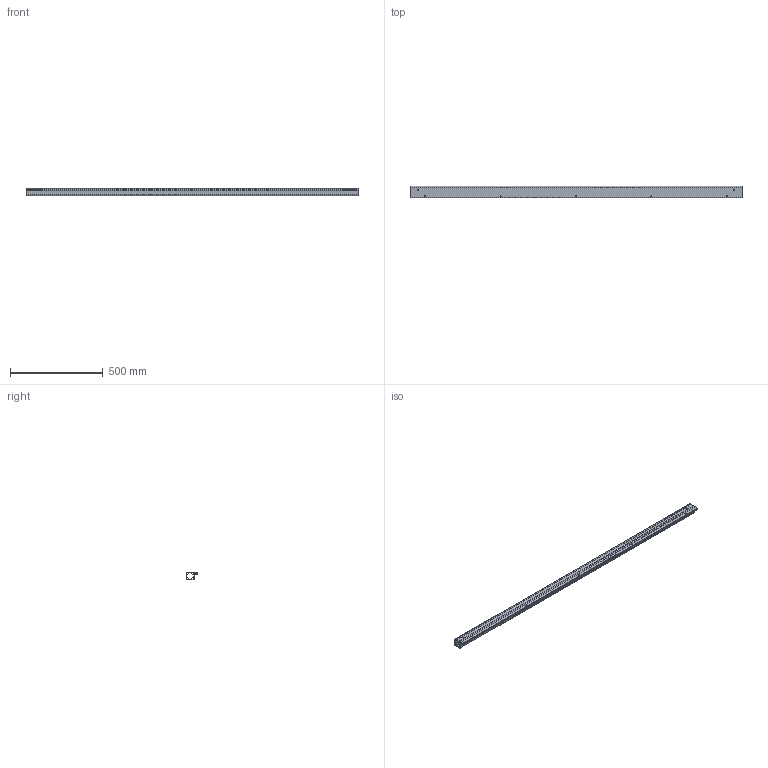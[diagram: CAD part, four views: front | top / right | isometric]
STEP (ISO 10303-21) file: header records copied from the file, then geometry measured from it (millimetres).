
FILE_DESCRIPTION (( 'STEP AP214' ), '1' );
FILE_NAME ('am-2807_22a End Station Top Extrusion.STEP', '2018-11-19T20:13:34', ( '' ), ( '' ), 'SwSTEP 2.0', 'SolidWorks 2018', '' );
FILE_SCHEMA (( 'AUTOMOTIVE_DESIGN' ));
Length unit declared in the file: inch
Products named in the file (1): am-2807_22a End Station Top Extrusion
Bounding box: 1788.8 x 61.11 x 42.06 mm (x, y, z)
Volume: 912334.2 mm3; surface area: 768815.7 mm2
Topology: 1 solids, 1 shells, 125 faces, 405 edges, 269 vertices
Faces by surface type: plane 67, cylinder 58
Full cylindrical faces by diameter (mm): 4.826 x18, 6.756 x4
Entity records: 4650 total; most frequent: CARTESIAN_POINT 1036, ORIENTED_EDGE 736, DIRECTION 728, EDGE_CURVE 368, VERTEX_POINT 254, LINE 244, VECTOR 244, AXIS2_PLACEMENT_3D 242
